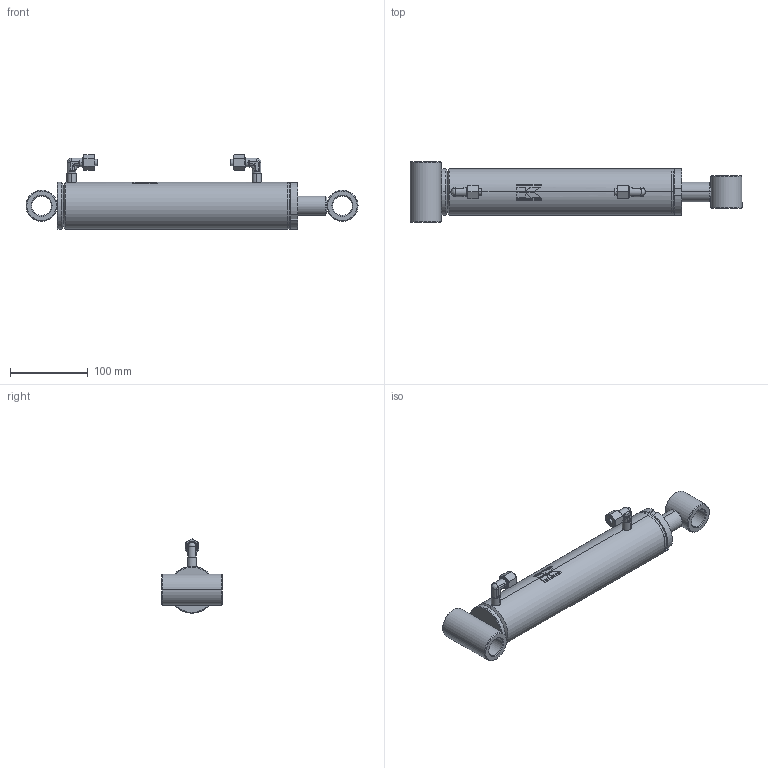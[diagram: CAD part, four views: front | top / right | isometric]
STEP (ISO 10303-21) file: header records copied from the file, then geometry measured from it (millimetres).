
FILE_DESCRIPTION (( 'STEP AP214' ), '1' );
FILE_NAME ('CFGCY0079495-Cylinder.step', '2026-03-05T12:35:08', ( 'Kramp IT' ), ( 'Kramp' ), 'SwSTEP 2.0', 'SolidWorks 2025', '' );
FILE_SCHEMA (( 'AUTOMOTIVE_DESIGN' ));
Length unit declared in the file: millimetre
Products named in the file (22): Rod_Simplified; DC3905001; DS2905015; DS2905013025_Simplified; DS2905004VM_Simplified; Tube-MA_Simplified; ASV8L90; BUSH-RD; MV8L; VS8LS; DS2905004_Simplified; CFGCY0079495-Cylinder; Rod-WA_Simplified; MATE-AID; BUSHVM-EC; BUSH-EC; VS8L_MV8L; Tube-WA_Simplified; Tube_Simplified; BUSHVM-RD; DS2905013025VM_Simplified
Assembly tree (22 placements, depth 4):
  CFGCY0079495-Cylinder
    Tube-WA_Simplified
      Tube-MA_Simplified
        Tube_Simplified
        ASV8L90
      ASV8L90
      DC3905001
        DC3905001
      BUSHVM-EC
        BUSH-EC
    Rod-WA_Simplified
      Rod_Simplified
      BUSHVM-RD
        BUSH-RD
    DS2905013025VM_Simplified
      DS2905013025_Simplified
    DS2905004VM_Simplified
      DS2905004_Simplified
    DS2905015
    VS8L_MV8L  x2
      VS8LS
      MV8L
  MATE-AID
Bounding box: 426 x 78 x 95.31 mm (x, y, z)
Volume: 687134.2 mm3; surface area: 202511.4 mm2
Topology: 14 solids, 14 shells, 628 faces, 1526 edges, 956 vertices
Faces by surface type: plane 261, cylinder 219, cone 100, torus 30, bspline 18
Entity records: 13480 total; most frequent: CARTESIAN_POINT 3323, DIRECTION 2104, ORIENTED_EDGE 1936, EDGE_CURVE 968, AXIS2_PLACEMENT_3D 812, VERTEX_POINT 607, LINE 480, VECTOR 480
